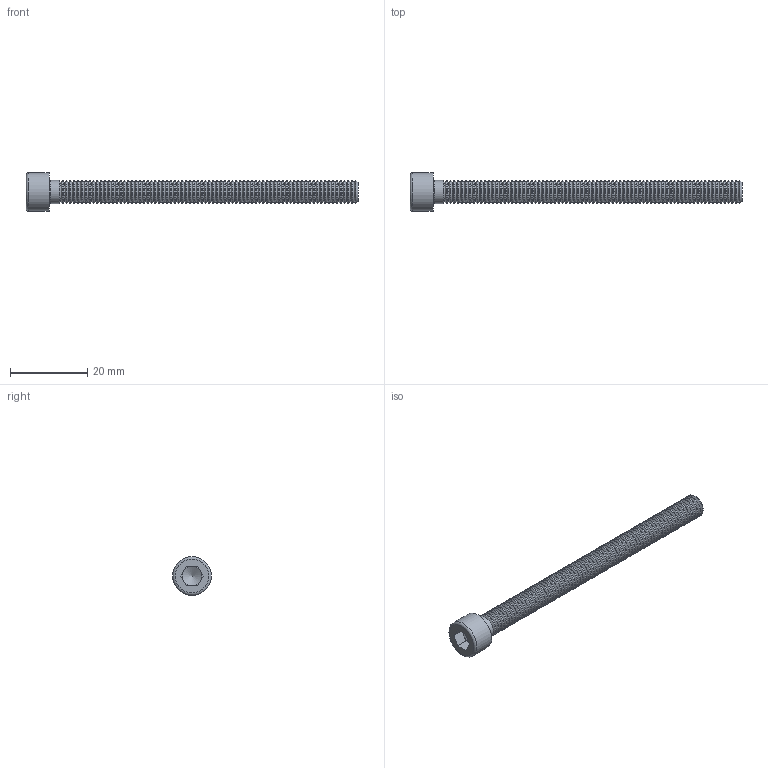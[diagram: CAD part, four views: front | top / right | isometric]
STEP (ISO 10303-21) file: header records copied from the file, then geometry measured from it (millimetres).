
FILE_DESCRIPTION (( 'STEP AP203' ), '1' );
FILE_NAME ('Âèíò ñ âíóòðåííèì øåñòèãðàííèêîì DIN912 M6x80 (ïîëíàÿ ðåçüáà).STEP', '2024-03-19T06:44:44', ( '' ), ( '' ), 'SwSTEP 2.0', 'SolidWorks 2021', '' );
FILE_SCHEMA (( 'CONFIG_CONTROL_DESIGN' ));
Length unit declared in the file: millimetre
Products named in the file (1): Âèíò ñ âíóòðåííèì øåñòèãðàííèêîì DIN912 M6x80 (ïîëíàÿ ðåçüáà)
Bounding box: 86 x 10 x 10 mm (x, y, z)
Volume: 2360.1 mm3; surface area: 2548.3 mm2
Topology: 1 solids, 1 shells, 252 faces, 508 edges, 259 vertices
Faces by surface type: cone 156, cylinder 79, plane 15, torus 2
Full cylindrical faces by diameter (mm): 6 x78, 10 x1
Entity records: 5209 total; most frequent: DIRECTION 1018, CARTESIAN_POINT 777, ORIENTED_EDGE 536, AXIS2_PLACEMENT_3D 497, EDGE_LOOP 490, FACE_OUTER_BOUND 333, EDGE_CURVE 268, VERTEX_POINT 256
